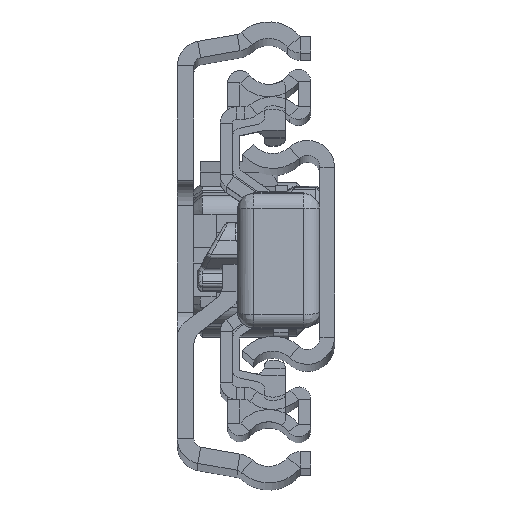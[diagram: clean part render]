
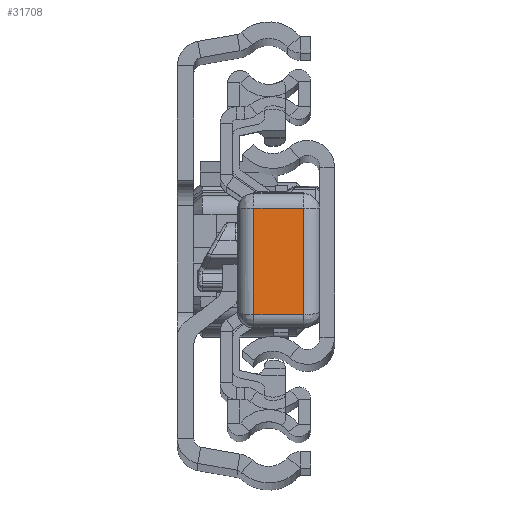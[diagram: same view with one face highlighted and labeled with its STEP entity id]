
A CAD part, top view. The second image highlights one B-rep face of the part: STEP entity #31708.
In plain terms, the highlighted face is planar.
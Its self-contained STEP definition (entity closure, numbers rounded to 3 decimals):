
#618 = VECTOR ( 'NONE', #47496, 1000. ) ;
#2235 = EDGE_CURVE ( 'NONE', #21591, #6298, #52968, .T. ) ;
#2449 = EDGE_LOOP ( 'NONE', ( #30083, #29524, #47622, #32731 ) ) ;
#3426 = LINE ( 'NONE', #13686, #44149 ) ;
#3553 = VECTOR ( 'NONE', #53561, 1000. ) ;
#4145 = CARTESIAN_POINT ( 'NONE',  ( 39.636, 0.361, 8. ) ) ;
#4175 = EDGE_CURVE ( 'NONE', #6298, #14164, #45917, .T. ) ;
#5281 = DIRECTION ( 'NONE',  ( 0., -1., 0. ) ) ;
#6298 = VERTEX_POINT ( 'NONE', #4145 ) ;
#6701 = DIRECTION ( 'NONE',  ( 0., 0., -1. ) ) ;
#7477 = LINE ( 'NONE', #12168, #618 ) ;
#9943 = AXIS2_PLACEMENT_3D ( 'NONE', #16104, #47308, #6701 ) ;
#11395 = FACE_OUTER_BOUND ( 'NONE', #2449, .T. ) ;
#12168 = CARTESIAN_POINT ( 'NONE',  ( 39.636, -12.609, 5.5 ) ) ;
#13686 = CARTESIAN_POINT ( 'NONE',  ( 39.636, 0., 2. ) ) ;
#14164 = VERTEX_POINT ( 'NONE', #53207 ) ;
#14685 = CARTESIAN_POINT ( 'NONE',  ( 39.636, 0., 8. ) ) ;
#16104 = CARTESIAN_POINT ( 'NONE',  ( 39.636, 0., 5.5 ) ) ;
#21591 = VERTEX_POINT ( 'NONE', #32933 ) ;
#22057 = CARTESIAN_POINT ( 'NONE',  ( 39.636, 0.361, 5.5 ) ) ;
#26636 = VERTEX_POINT ( 'NONE', #30324 ) ;
#28149 = EDGE_CURVE ( 'NONE', #14164, #26636, #7477, .T. ) ;
#29524 = ORIENTED_EDGE ( 'NONE', *, *, #2235, .T. ) ;
#30083 = ORIENTED_EDGE ( 'NONE', *, *, #43977, .T. ) ;
#30324 = CARTESIAN_POINT ( 'NONE',  ( 39.636, -12.609, 2. ) ) ;
#30786 = DIRECTION ( 'NONE',  ( 0., 1., 0. ) ) ;
#31708 = ADVANCED_FACE ( 'NONE', ( #11395 ), #34324, .F. ) ;
#32731 = ORIENTED_EDGE ( 'NONE', *, *, #28149, .T. ) ;
#32933 = CARTESIAN_POINT ( 'NONE',  ( 39.636, 0.361, 2. ) ) ;
#34324 = PLANE ( 'NONE',  #9943 ) ;
#36357 = VECTOR ( 'NONE', #5281, 1000. ) ;
#43977 = EDGE_CURVE ( 'NONE', #26636, #21591, #3426, .T. ) ;
#44149 = VECTOR ( 'NONE', #30786, 1000. ) ;
#45917 = LINE ( 'NONE', #14685, #36357 ) ;
#47308 = DIRECTION ( 'NONE',  ( -1., 0., 0. ) ) ;
#47496 = DIRECTION ( 'NONE',  ( 0., 0., -1. ) ) ;
#47622 = ORIENTED_EDGE ( 'NONE', *, *, #4175, .T. ) ;
#52968 = LINE ( 'NONE', #22057, #3553 ) ;
#53207 = CARTESIAN_POINT ( 'NONE',  ( 39.636, -12.609, 8. ) ) ;
#53561 = DIRECTION ( 'NONE',  ( 0., 0., 1. ) ) ;
